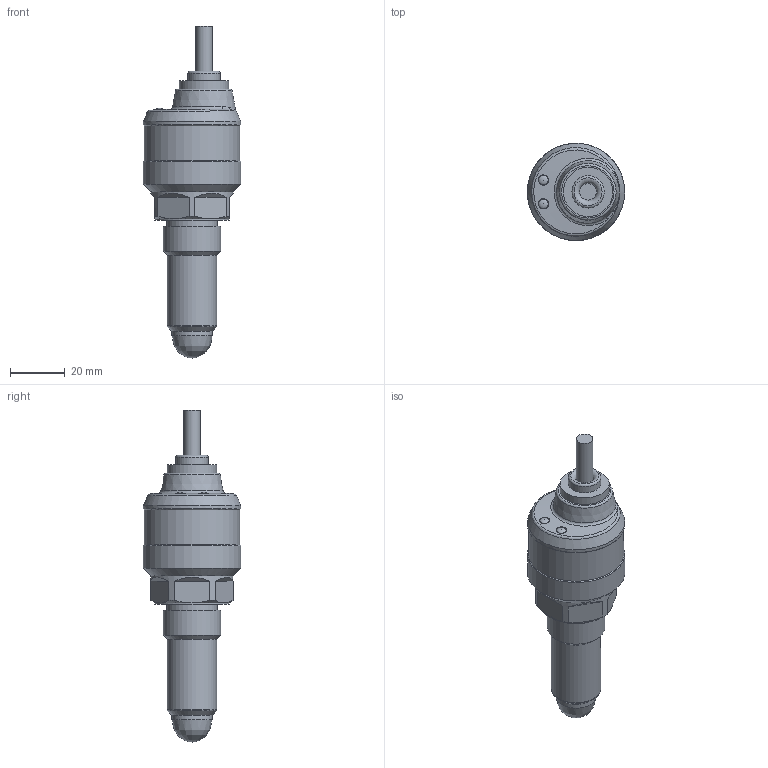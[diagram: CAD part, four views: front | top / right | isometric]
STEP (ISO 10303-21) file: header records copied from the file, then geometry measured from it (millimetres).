
FILE_DESCRIPTION(/* description */ ('Unknown'),/* implementation_level */ '2;1');
FILE_NAME(/* name */ 'RFLS-35N-11-G1_2-_-A',/* time_stamp */ '2024-05-13T10:41:55+02:00',/* author */ ('Unknown'),/* organization */ ('Unknown'),/* preprocessor_version */ 'ST-DEVELOPER v18.1',/* originating_system */ 'Solid Edge',/* authorisation */ 'Unknown');
FILE_SCHEMA (('AUTOMOTIVE_DESIGN {1 0 10303 214 3 1 1}'));
Length unit declared in the file: millimetre
Products named in the file (1): RFLS-35_N-11-G1_2-_-A
Bounding box: 35.5 x 35.5 x 121.1 mm (x, y, z)
Volume: 51633.2 mm3; surface area: 9614.3 mm2
Topology: 1 solids, 1 shells, 63 faces, 149 edges, 92 vertices
Faces by surface type: plane 18, cone 16, cylinder 13, bspline 10, torus 6
Full cylindrical faces by diameter (mm): 6 x1, 6.2 x1, 11.8 x1, 14.6 x1, 18 x2, 18.6 x1, 20.955 x1, 27 x1, 30 x1, 34.8 x1, 35.5 x2
Entity records: 2758 total; most frequent: CARTESIAN_POINT 1107, DIRECTION 236, ORIENTED_EDGE 208, AXIS2_PLACEMENT_3D 109, EDGE_CURVE 104, FACE_BOUND 99, EDGE_LOOP 96, VERTEX_POINT 79
